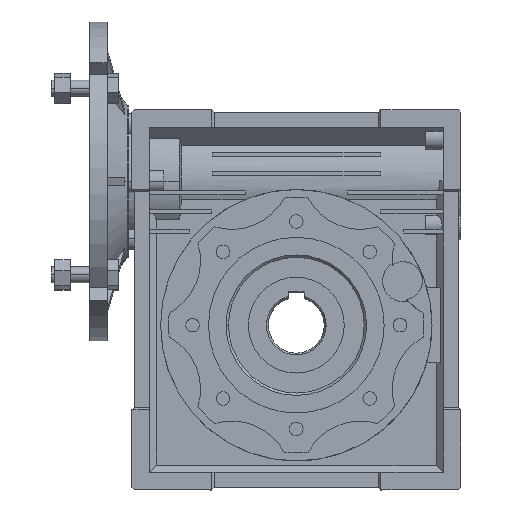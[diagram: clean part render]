
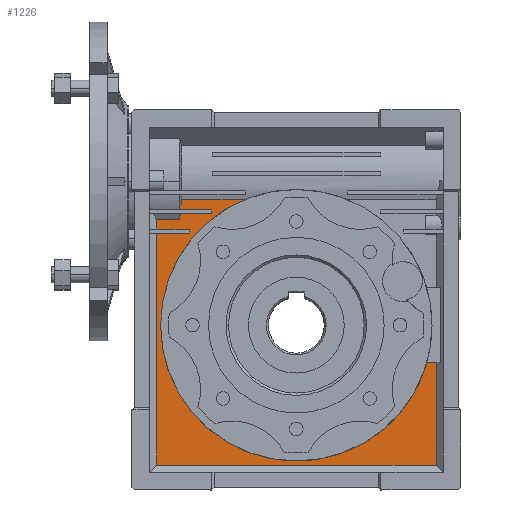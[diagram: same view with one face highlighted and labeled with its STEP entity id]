
A CAD part, top view. The second image highlights one B-rep face of the part: STEP entity #1226.
In plain terms, the highlighted planar face has unit normal (0, 0, 1).
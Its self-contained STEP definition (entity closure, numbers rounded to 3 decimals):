
#144 = VERTEX_POINT ( 'NONE', #20815 ) ;
#276 = EDGE_CURVE ( 'NONE', #6207, #11379, #7044, .T. ) ;
#291 = VERTEX_POINT ( 'NONE', #26870 ) ;
#628 = CARTESIAN_POINT ( 'NONE',  ( 52., -20.25, 30.5 ) ) ;
#1181 = VECTOR ( 'NONE', #20904, 1000. ) ;
#1226 = ADVANCED_FACE ( 'NONE', ( #34517 ), #9613, .F. ) ;
#1507 = ORIENTED_EDGE ( 'NONE', *, *, #29589, .F. ) ;
#1693 = LINE ( 'NONE', #17703, #28442 ) ;
#1997 = VERTEX_POINT ( 'NONE', #34083 ) ;
#2034 = LINE ( 'NONE', #2192, #1181 ) ;
#2192 = CARTESIAN_POINT ( 'NONE',  ( 105., -20.25, 30.5 ) ) ;
#2769 = EDGE_CURVE ( 'NONE', #12411, #9770, #12587, .T. ) ;
#3190 = EDGE_LOOP ( 'NONE', ( #10224, #25001, #16823, #6241, #8500, #1507, #28257, #7298, #10733, #31083, #6703, #3788, #21346, #26029, #17474, #34255, #20039 ) ) ;
#3788 = ORIENTED_EDGE ( 'NONE', *, *, #276, .F. ) ;
#4088 = CARTESIAN_POINT ( 'NONE',  ( 32.566, -17.75, 30.5 ) ) ;
#4294 = CARTESIAN_POINT ( 'NONE',  ( 17.464, -94.381, 30.5 ) ) ;
#4428 = VECTOR ( 'NONE', #12579, 1000. ) ;
#4532 = DIRECTION ( 'NONE',  ( 0., 0., -1. ) ) ;
#4627 = VERTEX_POINT ( 'NONE', #27753 ) ;
#4821 = VERTEX_POINT ( 'NONE', #21496 ) ;
#5128 = LINE ( 'NONE', #25248, #32668 ) ;
#5158 = EDGE_CURVE ( 'NONE', #11379, #291, #26258, .T. ) ;
#5437 = LINE ( 'NONE', #7751, #31320 ) ;
#6101 = CIRCLE ( 'NONE', #28949, 85. ) ;
#6207 = VERTEX_POINT ( 'NONE', #7507 ) ;
#6237 = CARTESIAN_POINT ( 'NONE',  ( 32.228, -21.332, 30.5 ) ) ;
#6241 = ORIENTED_EDGE ( 'NONE', *, *, #19503, .T. ) ;
#6703 = ORIENTED_EDGE ( 'NONE', *, *, #5158, .F. ) ;
#6705 = CARTESIAN_POINT ( 'NONE',  ( 20., -90., 30.5 ) ) ;
#6709 = EDGE_CURVE ( 'NONE', #25267, #23180, #6101, .T. ) ;
#6740 = EDGE_CURVE ( 'NONE', #26135, #33992, #25727, .T. ) ;
#6923 = CARTESIAN_POINT ( 'NONE',  ( 192.536, -177.536, 30.5 ) ) ;
#7044 = LINE ( 'NONE', #29561, #21265 ) ;
#7194 = CARTESIAN_POINT ( 'NONE',  ( 105., -17.75, 30.5 ) ) ;
#7298 = ORIENTED_EDGE ( 'NONE', *, *, #33497, .F. ) ;
#7507 = CARTESIAN_POINT ( 'NONE',  ( 38., -29.75, 30.5 ) ) ;
#7718 = CARTESIAN_POINT ( 'NONE',  ( 192.536, -107.574, 30.5 ) ) ;
#7751 = CARTESIAN_POINT ( 'NONE',  ( 105., -23.495, 30.5 ) ) ;
#7862 = DIRECTION ( 'NONE',  ( -1., 0., 0. ) ) ;
#8336 = AXIS2_PLACEMENT_3D ( 'NONE', #11834, #30522, #14543 ) ;
#8500 = ORIENTED_EDGE ( 'NONE', *, *, #19924, .F. ) ;
#8576 = CARTESIAN_POINT ( 'NONE',  ( 52., -17.75, 30.5 ) ) ;
#9475 = CARTESIAN_POINT ( 'NONE',  ( 32.925, -13.402, 30.5 ) ) ;
#9613 = PLANE ( 'NONE',  #13161 ) ;
#9620 = DIRECTION ( 'NONE',  ( 1., 0., 0. ) ) ;
#9770 = VERTEX_POINT ( 'NONE', #8576 ) ;
#9971 = EDGE_CURVE ( 'NONE', #26135, #29459, #5128, .T. ) ;
#10224 = ORIENTED_EDGE ( 'NONE', *, *, #10248, .T. ) ;
#10248 = EDGE_CURVE ( 'NONE', #144, #25267, #25161, .T. ) ;
#10291 = LINE ( 'NONE', #7194, #24487 ) ;
#10440 = VECTOR ( 'NONE', #29076, 1000. ) ;
#10733 = ORIENTED_EDGE ( 'NONE', *, *, #19297, .F. ) ;
#11379 = VERTEX_POINT ( 'NONE', #21651 ) ;
#11560 = CARTESIAN_POINT ( 'NONE',  ( 17.464, -177.536, 30.5 ) ) ;
#11698 = EDGE_CURVE ( 'NONE', #29459, #23150, #1693, .T. ) ;
#11834 = CARTESIAN_POINT ( 'NONE',  ( 105., -90., 30.5 ) ) ;
#12411 = VERTEX_POINT ( 'NONE', #628 ) ;
#12579 = DIRECTION ( 'NONE',  ( 1., 0., 0. ) ) ;
#12587 = LINE ( 'NONE', #29641, #18898 ) ;
#12799 = CARTESIAN_POINT ( 'NONE',  ( 186.687, -113.5, 30.5 ) ) ;
#13161 = AXIS2_PLACEMENT_3D ( 'NONE', #6923, #17581, #28276 ) ;
#13302 = B_SPLINE_CURVE_WITH_KNOTS ( 'NONE', 3,
 ( #4088, #25445, #9475, #28142 ),
 .UNSPECIFIED., .F., .F.,
 ( 4, 4 ),
 ( 0., 0.007 ),
 .UNSPECIFIED. ) ;
#13569 = DIRECTION ( 'NONE',  ( -1., 0., 0. ) ) ;
#13769 = B_SPLINE_CURVE_WITH_KNOTS ( 'NONE', 3,
 ( #22098, #16903, #6237, #24923 ),
 .UNSPECIFIED., .F., .F.,
 ( 4, 4 ),
 ( 0., 0.003 ),
 .UNSPECIFIED. ) ;
#14473 = CARTESIAN_POINT ( 'NONE',  ( 38., -94.381, 30.5 ) ) ;
#14543 = DIRECTION ( 'NONE',  ( 1., 0., 0. ) ) ;
#15011 = DIRECTION ( 'NONE',  ( -1., 0., 0. ) ) ;
#15320 = EDGE_CURVE ( 'NONE', #23180, #19256, #29891, .T. ) ;
#15837 = EDGE_CURVE ( 'NONE', #33992, #144, #17571, .T. ) ;
#16823 = ORIENTED_EDGE ( 'NONE', *, *, #15320, .T. ) ;
#16903 = CARTESIAN_POINT ( 'NONE',  ( 32.116, -22.414, 30.5 ) ) ;
#17467 = DIRECTION ( 'NONE',  ( 0., 1., 0. ) ) ;
#17474 = ORIENTED_EDGE ( 'NONE', *, *, #9971, .F. ) ;
#17571 = LINE ( 'NONE', #7718, #10440 ) ;
#17581 = DIRECTION ( 'NONE',  ( 0., 0., -1. ) ) ;
#17703 = CARTESIAN_POINT ( 'NONE',  ( 105., -32.25, 30.5 ) ) ;
#18898 = VECTOR ( 'NONE', #24253, 1000. ) ;
#19256 = VERTEX_POINT ( 'NONE', #20570 ) ;
#19297 = EDGE_CURVE ( 'NONE', #1997, #31907, #13769, .T. ) ;
#19503 = EDGE_CURVE ( 'NONE', #19256, #4821, #25273, .T. ) ;
#19924 = EDGE_CURVE ( 'NONE', #4627, #4821, #13302, .T. ) ;
#20039 = ORIENTED_EDGE ( 'NONE', *, *, #15837, .T. ) ;
#20534 = CARTESIAN_POINT ( 'NONE',  ( 105., -90., 30.5 ) ) ;
#20570 = CARTESIAN_POINT ( 'NONE',  ( 73.07, -11.225, 30.5 ) ) ;
#20815 = CARTESIAN_POINT ( 'NONE',  ( 192.536, -113.5, 30.5 ) ) ;
#20904 = DIRECTION ( 'NONE',  ( 1., 0., 0. ) ) ;
#21265 = VECTOR ( 'NONE', #13569, 1000. ) ;
#21346 = ORIENTED_EDGE ( 'NONE', *, *, #22471, .F. ) ;
#21485 = CARTESIAN_POINT ( 'NONE',  ( 32.333, -20.25, 30.5 ) ) ;
#21496 = CARTESIAN_POINT ( 'NONE',  ( 33.058, -11.225, 30.5 ) ) ;
#21651 = CARTESIAN_POINT ( 'NONE',  ( 17.464, -29.75, 30.5 ) ) ;
#22098 = CARTESIAN_POINT ( 'NONE',  ( 32., -23.495, 30.5 ) ) ;
#22464 = CARTESIAN_POINT ( 'NONE',  ( 17.464, -32.25, 30.5 ) ) ;
#22471 = EDGE_CURVE ( 'NONE', #23150, #6207, #22538, .T. ) ;
#22538 = LINE ( 'NONE', #14473, #28845 ) ;
#23046 = CARTESIAN_POINT ( 'NONE',  ( 192.536, -177.536, 30.5 ) ) ;
#23150 = VERTEX_POINT ( 'NONE', #30526 ) ;
#23175 = DIRECTION ( 'NONE',  ( -1., 0., 0. ) ) ;
#23180 = VERTEX_POINT ( 'NONE', #6705 ) ;
#23196 = DIRECTION ( 'NONE',  ( 1., 0., 0. ) ) ;
#24253 = DIRECTION ( 'NONE',  ( 0., 1., 0. ) ) ;
#24327 = VECTOR ( 'NONE', #7862, 1000. ) ;
#24487 = VECTOR ( 'NONE', #23175, 1000. ) ;
#24923 = CARTESIAN_POINT ( 'NONE',  ( 32.333, -20.25, 30.5 ) ) ;
#25001 = ORIENTED_EDGE ( 'NONE', *, *, #6709, .T. ) ;
#25161 = LINE ( 'NONE', #26523, #24327 ) ;
#25248 = CARTESIAN_POINT ( 'NONE',  ( 17.464, -94.381, 30.5 ) ) ;
#25267 = VERTEX_POINT ( 'NONE', #12799 ) ;
#25273 = LINE ( 'NONE', #33637, #31546 ) ;
#25445 = CARTESIAN_POINT ( 'NONE',  ( 32.759, -15.577, 30.5 ) ) ;
#25526 = DIRECTION ( 'NONE',  ( 0., 1., 0. ) ) ;
#25727 = LINE ( 'NONE', #33911, #4428 ) ;
#26029 = ORIENTED_EDGE ( 'NONE', *, *, #11698, .F. ) ;
#26135 = VERTEX_POINT ( 'NONE', #11560 ) ;
#26258 = LINE ( 'NONE', #4294, #31687 ) ;
#26523 = CARTESIAN_POINT ( 'NONE',  ( 190.887, -113.5, 30.5 ) ) ;
#26870 = CARTESIAN_POINT ( 'NONE',  ( 17.464, -23.495, 30.5 ) ) ;
#27753 = CARTESIAN_POINT ( 'NONE',  ( 32.566, -17.75, 30.5 ) ) ;
#28142 = CARTESIAN_POINT ( 'NONE',  ( 33.058, -11.225, 30.5 ) ) ;
#28257 = ORIENTED_EDGE ( 'NONE', *, *, #2769, .F. ) ;
#28276 = DIRECTION ( 'NONE',  ( 0., -1., 0. ) ) ;
#28442 = VECTOR ( 'NONE', #9620, 1000. ) ;
#28845 = VECTOR ( 'NONE', #30447, 1000. ) ;
#28949 = AXIS2_PLACEMENT_3D ( 'NONE', #20534, #4532, #23196 ) ;
#29076 = DIRECTION ( 'NONE',  ( 0., 1., 0. ) ) ;
#29459 = VERTEX_POINT ( 'NONE', #22464 ) ;
#29561 = CARTESIAN_POINT ( 'NONE',  ( 105., -29.75, 30.5 ) ) ;
#29589 = EDGE_CURVE ( 'NONE', #9770, #4627, #10291, .T. ) ;
#29641 = CARTESIAN_POINT ( 'NONE',  ( 52., -94.381, 30.5 ) ) ;
#29891 = CIRCLE ( 'NONE', #8336, 85. ) ;
#30447 = DIRECTION ( 'NONE',  ( 0., 1., 0. ) ) ;
#30522 = DIRECTION ( 'NONE',  ( 0., 0., -1. ) ) ;
#30526 = CARTESIAN_POINT ( 'NONE',  ( 38., -32.25, 30.5 ) ) ;
#31083 = ORIENTED_EDGE ( 'NONE', *, *, #32941, .F. ) ;
#31320 = VECTOR ( 'NONE', #34436, 1000. ) ;
#31546 = VECTOR ( 'NONE', #15011, 1000. ) ;
#31687 = VECTOR ( 'NONE', #25526, 1000. ) ;
#31907 = VERTEX_POINT ( 'NONE', #21485 ) ;
#32668 = VECTOR ( 'NONE', #17467, 1000. ) ;
#32941 = EDGE_CURVE ( 'NONE', #291, #1997, #5437, .T. ) ;
#33497 = EDGE_CURVE ( 'NONE', #31907, #12411, #2034, .T. ) ;
#33637 = CARTESIAN_POINT ( 'NONE',  ( 114.281, -11.225, 30.5 ) ) ;
#33911 = CARTESIAN_POINT ( 'NONE',  ( 105., -177.536, 30.5 ) ) ;
#33992 = VERTEX_POINT ( 'NONE', #23046 ) ;
#34083 = CARTESIAN_POINT ( 'NONE',  ( 32., -23.495, 30.5 ) ) ;
#34255 = ORIENTED_EDGE ( 'NONE', *, *, #6740, .T. ) ;
#34436 = DIRECTION ( 'NONE',  ( 1., 0., 0. ) ) ;
#34517 = FACE_OUTER_BOUND ( 'NONE', #3190, .T. ) ;
